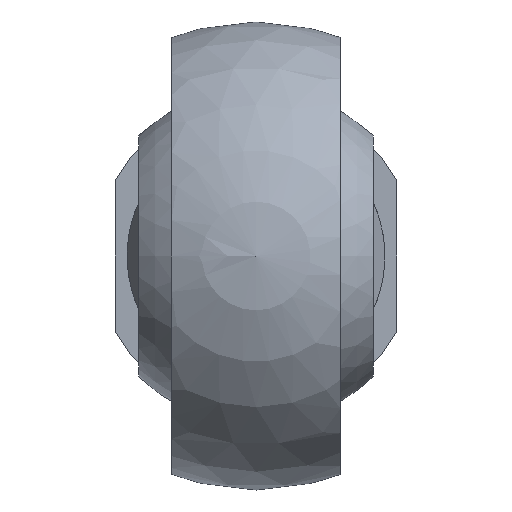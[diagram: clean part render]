
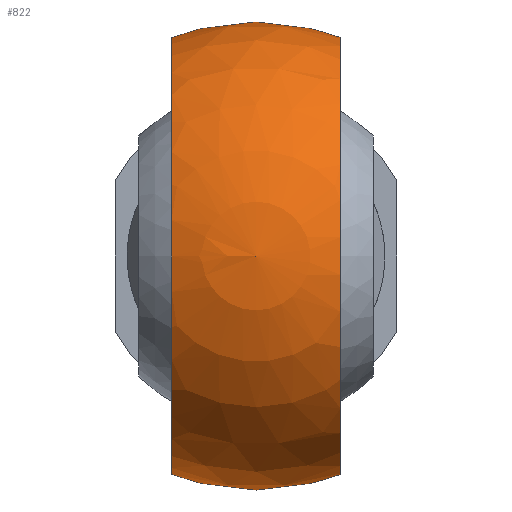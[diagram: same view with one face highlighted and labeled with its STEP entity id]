
A CAD part, left-side view. The second image highlights one B-rep face of the part: STEP entity #822.
In plain terms, the highlighted spherical face has radius 25 mm.
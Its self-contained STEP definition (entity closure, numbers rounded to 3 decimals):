
#63=SPHERICAL_SURFACE('',#908,25.);
#200=ORIENTED_EDGE('',*,*,#424,.F.);
#201=ORIENTED_EDGE('',*,*,#425,.T.);
#202=ORIENTED_EDGE('',*,*,#426,.F.);
#203=ORIENTED_EDGE('',*,*,#427,.T.);
#424=EDGE_CURVE('',#534,#535,#611,.T.);
#425=EDGE_CURVE('',#534,#536,#612,.F.);
#426=EDGE_CURVE('',#537,#536,#613,.T.);
#427=EDGE_CURVE('',#537,#535,#614,.F.);
#534=VERTEX_POINT('',#1286);
#535=VERTEX_POINT('',#1287);
#536=VERTEX_POINT('',#1289);
#537=VERTEX_POINT('',#1291);
#611=CIRCLE('',#909,21.545);
#612=CIRCLE('',#910,23.324);
#613=CIRCLE('',#911,21.545);
#614=CIRCLE('',#912,23.324);
#655=EDGE_LOOP('',(#200,#201,#202,#203));
#727=FACE_BOUND('',#655,.T.);
#822=ADVANCED_FACE('',(#727),#63,.T.);
#908=AXIS2_PLACEMENT_3D('',#1284,#1029,#1030);
#909=AXIS2_PLACEMENT_3D('',#1285,#1031,#1032);
#910=AXIS2_PLACEMENT_3D('',#1288,#1033,#1034);
#911=AXIS2_PLACEMENT_3D('',#1290,#1035,#1036);
#912=AXIS2_PLACEMENT_3D('',#1292,#1037,#1038);
#1029=DIRECTION('',(1.,0.,0.));
#1030=DIRECTION('',(0.,1.,0.));
#1031=DIRECTION('',(1.,0.,0.));
#1032=DIRECTION('',(0.,0.,-1.));
#1033=DIRECTION('',(0.,-1.,0.));
#1034=DIRECTION('',(0.,0.,-1.));
#1035=DIRECTION('',(1.,0.,0.));
#1036=DIRECTION('',(0.,0.,-1.));
#1037=DIRECTION('',(0.,1.,0.));
#1038=DIRECTION('',(0.,0.,1.));
#1284=CARTESIAN_POINT('',(0.,0.,0.));
#1285=CARTESIAN_POINT('',(12.681,0.,0.));
#1286=CARTESIAN_POINT('',(12.681,-9.,-19.575));
#1287=CARTESIAN_POINT('',(12.681,9.,-19.575));
#1288=CARTESIAN_POINT('',(0.,-9.,0.));
#1289=CARTESIAN_POINT('',(12.681,-9.,19.575));
#1290=CARTESIAN_POINT('',(12.681,0.,0.));
#1291=CARTESIAN_POINT('',(12.681,9.,19.575));
#1292=CARTESIAN_POINT('',(0.,9.,0.));
